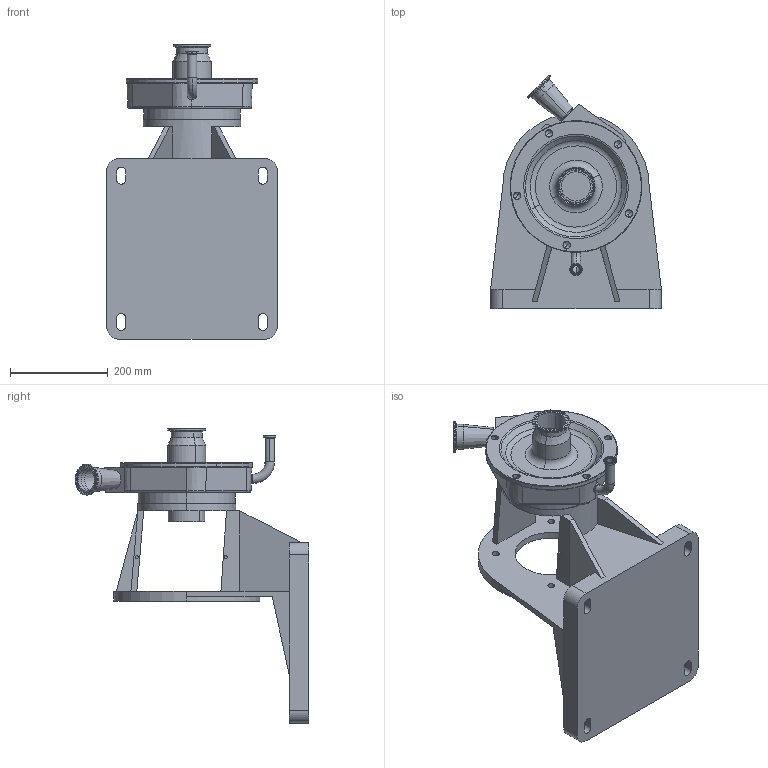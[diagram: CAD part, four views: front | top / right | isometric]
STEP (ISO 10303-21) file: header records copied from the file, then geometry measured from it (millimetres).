
FILE_DESCRIPTION (( 'STEP AP214' ), '1' );
FILE_NAME ('FP 1742-1732 280TSC 45L 3-4 IN ELBOW FRONT.STEP', '2023-05-05T16:44:50', ( '' ), ( '' ), 'SwSTEP 2.0', 'SolidWorks 2023', '' );
FILE_SCHEMA (( 'AUTOMOTIVE_DESIGN' ));
Length unit declared in the file: millimetre
Products named in the file (1): FP 1742-1732 280TSC 45L 3-4 IN ELBOW FRONT
Bounding box: 350 x 478.36 x 603 mm (x, y, z)
Volume: 12669640.6 mm3; surface area: 1013437.4 mm2
Topology: 1 solids, 5 shells, 368 faces, 827 edges, 496 vertices
Faces by surface type: cylinder 129, plane 106, cone 74, torus 57, bspline 1, sphere 1
Entity records: 10528 total; most frequent: CARTESIAN_POINT 2008, DIRECTION 1983, ORIENTED_EDGE 1634, AXIS2_PLACEMENT_3D 824, EDGE_CURVE 817, VERTEX_POINT 496, CIRCLE 456, EDGE_LOOP 425
